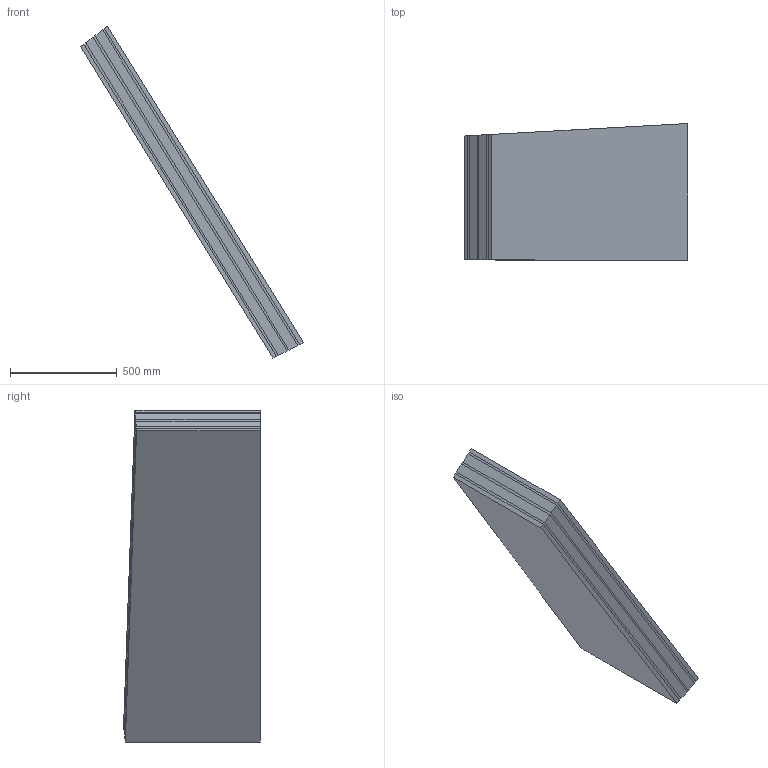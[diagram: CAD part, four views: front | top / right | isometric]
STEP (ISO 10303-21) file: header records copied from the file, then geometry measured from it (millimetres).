
FILE_DESCRIPTION(('FreeCAD Model'),'2;1');
FILE_NAME('detailed_DCLL/DCLL_sample_envelope_backwalls.step', '2018-01-22T16:29:01',('FreeCAD'),('FreeCAD'), 'Open CASCADE STEP processor 7.1','FreeCAD','Unknown');
FILE_SCHEMA(('AUTOMOTIVE_DESIGN_CC2 { 1 2 10303 214 -1 1 5 4 }'));
Length unit declared in the file: millimetre
Products named in the file (8): Open CASCADE STEP translator 7.1 1; Open CASCADE STEP translator 7.1 1.1; Open CASCADE STEP translator 7.1 1.2; Open CASCADE STEP translator 7.1 1.3; Open CASCADE STEP translator 7.1 1.4; Open CASCADE STEP translator 7.1 1.5; Open CASCADE STEP translator 7.1 1.6; Open CASCADE STEP translator 7.1 1.7
Assembly tree (7 placements, depth 2):
  Open CASCADE STEP translator 7.1 1
    Open CASCADE STEP translator 7.1 1.1
    Open CASCADE STEP translator 7.1 1.2
    Open CASCADE STEP translator 7.1 1.3
    Open CASCADE STEP translator 7.1 1.4
    Open CASCADE STEP translator 7.1 1.5
    Open CASCADE STEP translator 7.1 1.6
    Open CASCADE STEP translator 7.1 1.7
Bounding box: 1046.34 x 641.93 x 1556.9 mm (x, y, z)
Volume: 169321500.9 mm3; surface area: 15566796.3 mm2
Topology: 7 solids, 7 shells, 42 faces, 84 edges, 56 vertices
Faces by surface type: plane 42
Entity records: 2116 total; most frequent: CARTESIAN_POINT 526, DIRECTION 184, ORIENTED_EDGE 168, PCURVE 168, DEFINITIONAL_REPRESENTATION 168, B_SPLINE_CURVE_WITH_KNOTS 168, EDGE_CURVE 84, SURFACE_CURVE 84
